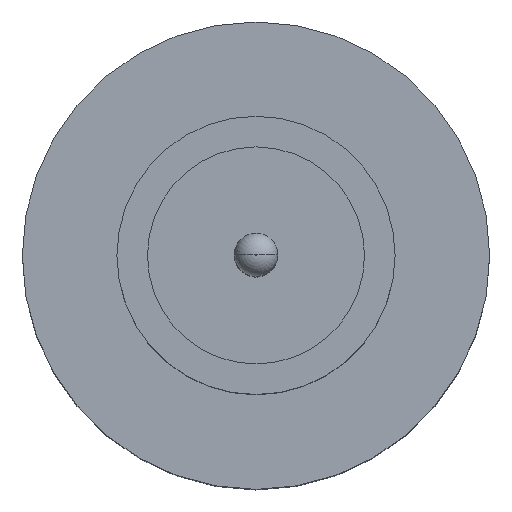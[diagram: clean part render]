
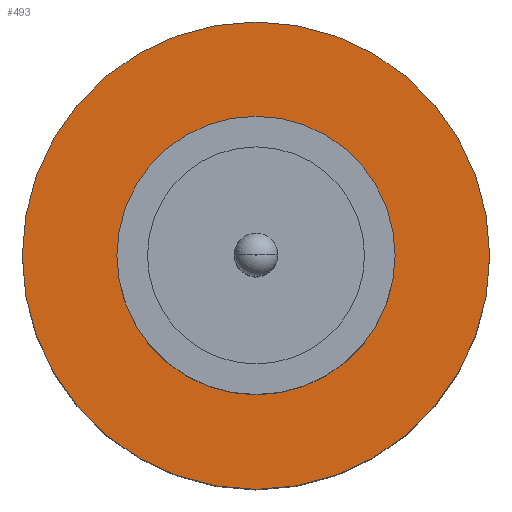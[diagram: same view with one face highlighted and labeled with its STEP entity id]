
A CAD part, top view. The second image highlights one B-rep face of the part: STEP entity #493.
In plain terms, the highlighted planar face has unit normal (0, 0, 1).
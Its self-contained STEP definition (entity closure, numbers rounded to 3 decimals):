
#2 = VERTEX_POINT ( 'NONE', #444 ) ;
#17 = CIRCLE ( 'NONE', #980, 2.1 ) ;
#48 = AXIS2_PLACEMENT_3D ( 'NONE', #878, #856, #290 ) ;
#51 = VERTEX_POINT ( 'NONE', #648 ) ;
#131 = CARTESIAN_POINT ( 'NONE',  ( 0., 0., 1.55 ) ) ;
#133 = CARTESIAN_POINT ( 'NONE',  ( -2.1, 0., 1.55 ) ) ;
#146 = CIRCLE ( 'NONE', #575, 2.1 ) ;
#158 = CARTESIAN_POINT ( 'NONE',  ( 0., 0., 1.55 ) ) ;
#161 = EDGE_CURVE ( 'NONE', #2, #979, #17, .T. ) ;
#165 = AXIS2_PLACEMENT_3D ( 'NONE', #983, #507, #990 ) ;
#209 = DIRECTION ( 'NONE',  ( 1., 0., 0. ) ) ;
#231 = EDGE_LOOP ( 'NONE', ( #269, #907 ) ) ;
#269 = ORIENTED_EDGE ( 'NONE', *, *, #860, .F. ) ;
#282 = AXIS2_PLACEMENT_3D ( 'NONE', #437, #511, #664 ) ;
#290 = DIRECTION ( 'NONE',  ( 1., 0., 0. ) ) ;
#437 = CARTESIAN_POINT ( 'NONE',  ( 0., 0., 1.55 ) ) ;
#441 = DIRECTION ( 'NONE',  ( 0., 0., 1. ) ) ;
#444 = CARTESIAN_POINT ( 'NONE',  ( 2.1, 0., 1.55 ) ) ;
#493 = ADVANCED_FACE ( 'NONE', ( #638, #793 ), #789, .T. ) ;
#500 = VERTEX_POINT ( 'NONE', #846 ) ;
#507 = DIRECTION ( 'NONE',  ( 0., 0., 1. ) ) ;
#511 = DIRECTION ( 'NONE',  ( 0., 0., 1. ) ) ;
#521 = ORIENTED_EDGE ( 'NONE', *, *, #161, .T. ) ;
#575 = AXIS2_PLACEMENT_3D ( 'NONE', #158, #766, #942 ) ;
#638 = FACE_BOUND ( 'NONE', #231, .T. ) ;
#648 = CARTESIAN_POINT ( 'NONE',  ( -1.25, 0., 1.55 ) ) ;
#663 = EDGE_CURVE ( 'NONE', #979, #2, #146, .T. ) ;
#664 = DIRECTION ( 'NONE',  ( 1., 0., 0. ) ) ;
#766 = DIRECTION ( 'NONE',  ( 0., 0., 1. ) ) ;
#789 = PLANE ( 'NONE',  #48 ) ;
#793 = FACE_OUTER_BOUND ( 'NONE', #936, .T. ) ;
#802 = CIRCLE ( 'NONE', #165, 1.25 ) ;
#817 = ORIENTED_EDGE ( 'NONE', *, *, #663, .T. ) ;
#846 = CARTESIAN_POINT ( 'NONE',  ( 1.25, 0., 1.55 ) ) ;
#850 = EDGE_CURVE ( 'NONE', #51, #500, #802, .T. ) ;
#856 = DIRECTION ( 'NONE',  ( 0., 0., 1. ) ) ;
#860 = EDGE_CURVE ( 'NONE', #500, #51, #962, .T. ) ;
#878 = CARTESIAN_POINT ( 'NONE',  ( 0., 0., 1.55 ) ) ;
#907 = ORIENTED_EDGE ( 'NONE', *, *, #850, .F. ) ;
#936 = EDGE_LOOP ( 'NONE', ( #817, #521 ) ) ;
#942 = DIRECTION ( 'NONE',  ( 1., 0., 0. ) ) ;
#962 = CIRCLE ( 'NONE', #282, 1.25 ) ;
#979 = VERTEX_POINT ( 'NONE', #133 ) ;
#980 = AXIS2_PLACEMENT_3D ( 'NONE', #131, #441, #209 ) ;
#983 = CARTESIAN_POINT ( 'NONE',  ( 0., 0., 1.55 ) ) ;
#990 = DIRECTION ( 'NONE',  ( 1., 0., 0. ) ) ;
